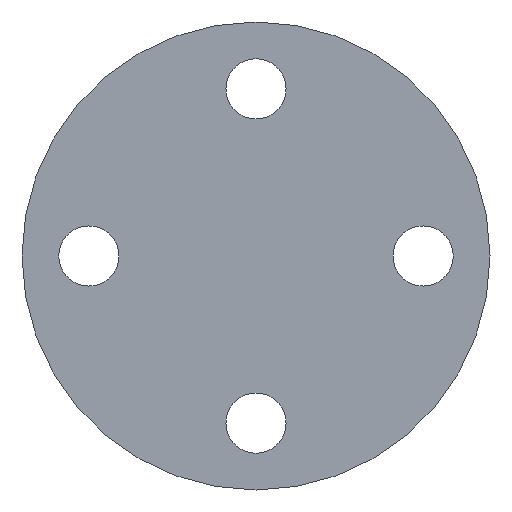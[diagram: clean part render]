
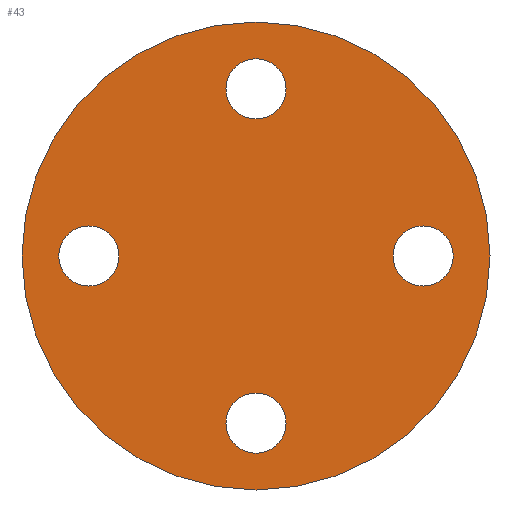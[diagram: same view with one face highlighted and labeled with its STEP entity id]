
A CAD part, front view. The second image highlights one B-rep face of the part: STEP entity #43.
In plain terms, the highlighted planar face has unit normal (0, -1, 0).
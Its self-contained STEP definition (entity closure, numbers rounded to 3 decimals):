
#13 = CARTESIAN_POINT ( 'NONE',  ( 0., 0., -70. ) ) ;
#19 = DIRECTION ( 'NONE',  ( 0., 0., 1. ) ) ;
#24 = DIRECTION ( 'NONE',  ( 0., 0., 1. ) ) ;
#26 = DIRECTION ( 'NONE',  ( 0., 1., 0. ) ) ;
#30 = EDGE_CURVE ( 'NONE', #148, #227, #476, .T. ) ;
#32 = CIRCLE ( 'NONE', #275, 70. ) ;
#40 = CIRCLE ( 'NONE', #377, 9. ) ;
#43 = ADVANCED_FACE ( 'NONE', ( #525, #56, #489, #342, #193 ), #434, .F. ) ;
#46 = CARTESIAN_POINT ( 'NONE',  ( 0., 0., 70. ) ) ;
#47 = DIRECTION ( 'NONE',  ( 0., 1., 0. ) ) ;
#53 = CARTESIAN_POINT ( 'NONE',  ( 0., 0., -59. ) ) ;
#56 = FACE_BOUND ( 'NONE', #408, .T. ) ;
#58 = EDGE_CURVE ( 'NONE', #171, #414, #346, .T. ) ;
#59 = CARTESIAN_POINT ( 'NONE',  ( 0., 0., -50. ) ) ;
#72 = AXIS2_PLACEMENT_3D ( 'NONE', #59, #47, #438 ) ;
#77 = ORIENTED_EDGE ( 'NONE', *, *, #250, .F. ) ;
#80 = DIRECTION ( 'NONE',  ( 0., 0., 1. ) ) ;
#90 = VERTEX_POINT ( 'NONE', #389 ) ;
#112 = CARTESIAN_POINT ( 'NONE',  ( -50., 0., 0. ) ) ;
#115 = DIRECTION ( 'NONE',  ( 0., 0., 1. ) ) ;
#124 = VERTEX_POINT ( 'NONE', #395 ) ;
#148 = VERTEX_POINT ( 'NONE', #155 ) ;
#149 = CARTESIAN_POINT ( 'NONE',  ( 0., 0., 0. ) ) ;
#155 = CARTESIAN_POINT ( 'NONE',  ( 50., 0., -9. ) ) ;
#157 = DIRECTION ( 'NONE',  ( 0., 1., 0. ) ) ;
#161 = EDGE_CURVE ( 'NONE', #235, #567, #574, .T. ) ;
#171 = VERTEX_POINT ( 'NONE', #53 ) ;
#172 = CARTESIAN_POINT ( 'NONE',  ( 50., 0., 9. ) ) ;
#185 = AXIS2_PLACEMENT_3D ( 'NONE', #149, #493, #538 ) ;
#193 = FACE_OUTER_BOUND ( 'NONE', #214, .T. ) ;
#194 = CIRCLE ( 'NONE', #550, 9. ) ;
#202 = EDGE_CURVE ( 'NONE', #239, #291, #40, .T. ) ;
#206 = AXIS2_PLACEMENT_3D ( 'NONE', #516, #333, #80 ) ;
#211 = ORIENTED_EDGE ( 'NONE', *, *, #58, .T. ) ;
#214 = EDGE_LOOP ( 'NONE', ( #607, #77 ) ) ;
#218 = CARTESIAN_POINT ( 'NONE',  ( 0., 0., 59. ) ) ;
#224 = EDGE_CURVE ( 'NONE', #90, #124, #194, .T. ) ;
#227 = VERTEX_POINT ( 'NONE', #172 ) ;
#235 = VERTEX_POINT ( 'NONE', #13 ) ;
#239 = VERTEX_POINT ( 'NONE', #218 ) ;
#241 = ORIENTED_EDGE ( 'NONE', *, *, #242, .T. ) ;
#242 = EDGE_CURVE ( 'NONE', #414, #171, #548, .T. ) ;
#250 = EDGE_CURVE ( 'NONE', #567, #235, #32, .T. ) ;
#261 = EDGE_LOOP ( 'NONE', ( #624, #610 ) ) ;
#266 = AXIS2_PLACEMENT_3D ( 'NONE', #270, #510, #115 ) ;
#270 = CARTESIAN_POINT ( 'NONE',  ( 0., 0., -50. ) ) ;
#274 = CARTESIAN_POINT ( 'NONE',  ( 0., 0., -41. ) ) ;
#275 = AXIS2_PLACEMENT_3D ( 'NONE', #553, #310, #410 ) ;
#282 = DIRECTION ( 'NONE',  ( 0., 0., 1. ) ) ;
#285 = ORIENTED_EDGE ( 'NONE', *, *, #224, .T. ) ;
#291 = VERTEX_POINT ( 'NONE', #322 ) ;
#298 = DIRECTION ( 'NONE',  ( 0., 1., 0. ) ) ;
#310 = DIRECTION ( 'NONE',  ( 0., 1., 0. ) ) ;
#318 = EDGE_CURVE ( 'NONE', #227, #148, #375, .T. ) ;
#322 = CARTESIAN_POINT ( 'NONE',  ( 0., 0., 41. ) ) ;
#324 = DIRECTION ( 'NONE',  ( 0., 1., 0. ) ) ;
#328 = EDGE_LOOP ( 'NONE', ( #241, #211 ) ) ;
#330 = DIRECTION ( 'NONE',  ( 0., 1., 0. ) ) ;
#333 = DIRECTION ( 'NONE',  ( 0., 1., 0. ) ) ;
#336 = CARTESIAN_POINT ( 'NONE',  ( -50., 0., 0. ) ) ;
#342 = FACE_BOUND ( 'NONE', #328, .T. ) ;
#346 = CIRCLE ( 'NONE', #72, 9. ) ;
#368 = EDGE_LOOP ( 'NONE', ( #598, #285 ) ) ;
#375 = CIRCLE ( 'NONE', #517, 9. ) ;
#377 = AXIS2_PLACEMENT_3D ( 'NONE', #413, #611, #503 ) ;
#378 = DIRECTION ( 'NONE',  ( 0., 0., 1. ) ) ;
#380 = EDGE_CURVE ( 'NONE', #124, #90, #406, .T. ) ;
#389 = CARTESIAN_POINT ( 'NONE',  ( -50., 0., -9. ) ) ;
#395 = CARTESIAN_POINT ( 'NONE',  ( -50., 0., 9. ) ) ;
#402 = AXIS2_PLACEMENT_3D ( 'NONE', #336, #324, #282 ) ;
#403 = CIRCLE ( 'NONE', #613, 9. ) ;
#406 = CIRCLE ( 'NONE', #402, 9. ) ;
#408 = EDGE_LOOP ( 'NONE', ( #520, #514 ) ) ;
#410 = DIRECTION ( 'NONE',  ( 0., 0., 1. ) ) ;
#413 = CARTESIAN_POINT ( 'NONE',  ( 0., 0., 50. ) ) ;
#414 = VERTEX_POINT ( 'NONE', #274 ) ;
#434 = PLANE ( 'NONE',  #185 ) ;
#437 = DIRECTION ( 'NONE',  ( 0., 0., 1. ) ) ;
#438 = DIRECTION ( 'NONE',  ( 0., 0., 1. ) ) ;
#476 = CIRCLE ( 'NONE', #206, 9. ) ;
#478 = EDGE_CURVE ( 'NONE', #291, #239, #403, .T. ) ;
#481 = CARTESIAN_POINT ( 'NONE',  ( 0., 0., 0. ) ) ;
#489 = FACE_BOUND ( 'NONE', #368, .T. ) ;
#493 = DIRECTION ( 'NONE',  ( 0., 1., 0. ) ) ;
#503 = DIRECTION ( 'NONE',  ( 0., 0., 1. ) ) ;
#510 = DIRECTION ( 'NONE',  ( 0., 1., 0. ) ) ;
#514 = ORIENTED_EDGE ( 'NONE', *, *, #478, .T. ) ;
#516 = CARTESIAN_POINT ( 'NONE',  ( 50., 0., 0. ) ) ;
#517 = AXIS2_PLACEMENT_3D ( 'NONE', #606, #157, #24 ) ;
#519 = AXIS2_PLACEMENT_3D ( 'NONE', #481, #298, #437 ) ;
#520 = ORIENTED_EDGE ( 'NONE', *, *, #202, .T. ) ;
#525 = FACE_BOUND ( 'NONE', #261, .T. ) ;
#538 = DIRECTION ( 'NONE',  ( 0., 0., 1. ) ) ;
#548 = CIRCLE ( 'NONE', #266, 9. ) ;
#550 = AXIS2_PLACEMENT_3D ( 'NONE', #112, #26, #19 ) ;
#553 = CARTESIAN_POINT ( 'NONE',  ( 0., 0., 0. ) ) ;
#567 = VERTEX_POINT ( 'NONE', #46 ) ;
#573 = CARTESIAN_POINT ( 'NONE',  ( 0., 0., 50. ) ) ;
#574 = CIRCLE ( 'NONE', #519, 70. ) ;
#598 = ORIENTED_EDGE ( 'NONE', *, *, #380, .T. ) ;
#606 = CARTESIAN_POINT ( 'NONE',  ( 50., 0., 0. ) ) ;
#607 = ORIENTED_EDGE ( 'NONE', *, *, #161, .F. ) ;
#610 = ORIENTED_EDGE ( 'NONE', *, *, #30, .T. ) ;
#611 = DIRECTION ( 'NONE',  ( 0., 1., 0. ) ) ;
#613 = AXIS2_PLACEMENT_3D ( 'NONE', #573, #330, #378 ) ;
#624 = ORIENTED_EDGE ( 'NONE', *, *, #318, .T. ) ;
